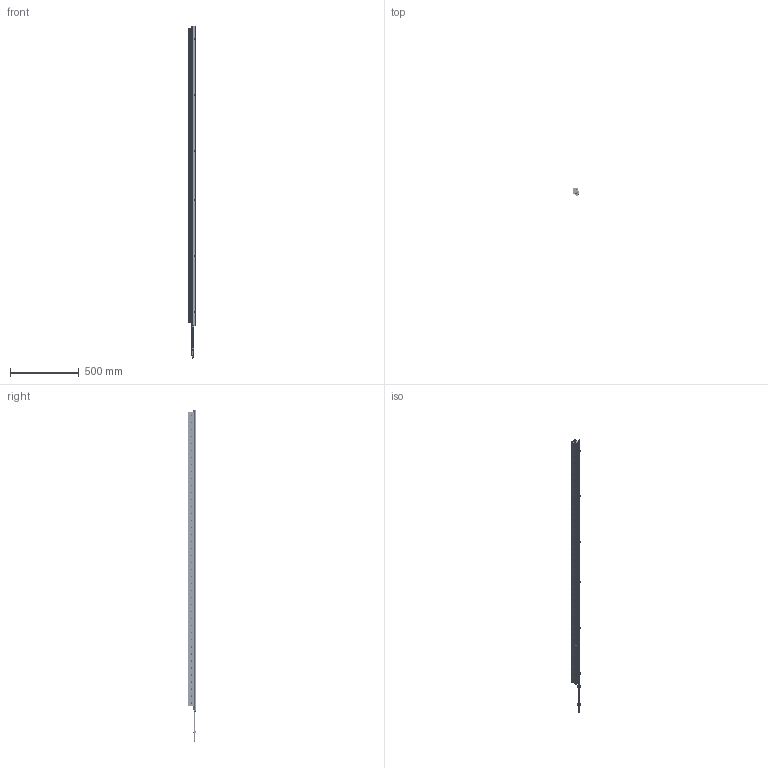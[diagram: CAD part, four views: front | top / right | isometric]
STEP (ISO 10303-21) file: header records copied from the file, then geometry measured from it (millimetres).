
FILE_DESCRIPTION(/* description */ (''),/* implementation_level */ '2;1');
FILE_NAME(/* name */ '112084-DIM.stp',/* time_stamp */ '2017-03-29T13:35:01-04:00',/* author */ ('ryan longshore'),/* organization */ (''),/* preprocessor_version */ 'ST-DEVELOPER v16.5',/* originating_system */ 'Autodesk Inventor 2017',/* authorisation */ '');
FILE_SCHEMA (('AUTOMOTIVE_DESIGN { 1 0 10303 214 3 1 1 }'));
Length unit declared in the file: inch
Products named in the file (24): 112084-DIM; 110084; 901476; 901477; Unbrako - 1/4 x 3/4; 7525; 8084-DIM; 901838; 901574; 901437; 901592; 901565; 901515; 901587; 901724-DIM; 901806-DIM; 901622; 901576-DIM; 901576 without spring-DIM; 901577; 901770; 901625; Unbrako - 10 x 1/8; Unbrako - 1/4 x 3/8
Assembly tree (163 placements, depth 4):
  112084-DIM
    110084
      901476
      901477
      Unbrako - 1/4 x 3/4  x42
    7525  x6
    8084-DIM
      901838
      901574
      901437
      901592
      901565
      901515
      901587
      901724-DIM
      901576-DIM  x84
        901576 without spring-DIM
        901577
      901806-DIM
      901622
      901770
      901625  x2
    Unbrako - 1/4 x 3/8  x6
    Unbrako - 10 x 1/8  x6
Bounding box: 46.9 x 57.63 x 2408.86 mm (x, y, z)
Volume: 3336022.5 mm3; surface area: 984818.1 mm2
Topology: 240 solids, 240 shells, 3472 faces, 7429 edges, 4703 vertices
Faces by surface type: plane 1842, cylinder 1155, cone 357, torus 112, bspline 6
Full cylindrical faces by diameter (mm): 0.508 x1, 0.635 x168, 1.984 x2, 2.54 x1, 2.667 x84, 2.845 x1, 3.454 x1, 3.485 x1, 3.937 x84, 4.089 x6, 4.826 x6, 4.978 x1, 5.055 x1, 5.159 x48, 5.715 x169, 6.35 x49, 6.604 x1, 6.731 x1, 7.144 x48, 8.128 x2, 8.89 x1, 9.144 x1, 9.169 x6, 9.423 x1, 9.525 x3, 10.414 x2, 11.1 x48, 11.112 x9, 12.446 x1, 12.7 x42
Entity records: 30564 total; most frequent: CARTESIAN_POINT 18355, DIRECTION 2614, ORIENTED_EDGE 1644, AXIS2_PLACEMENT_3D 1176, EDGE_LOOP 1036, EDGE_CURVE 822, VERTEX_POINT 690, FACE_BOUND 537
